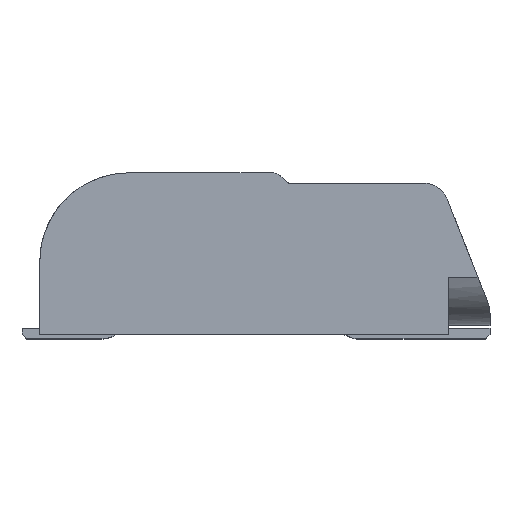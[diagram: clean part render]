
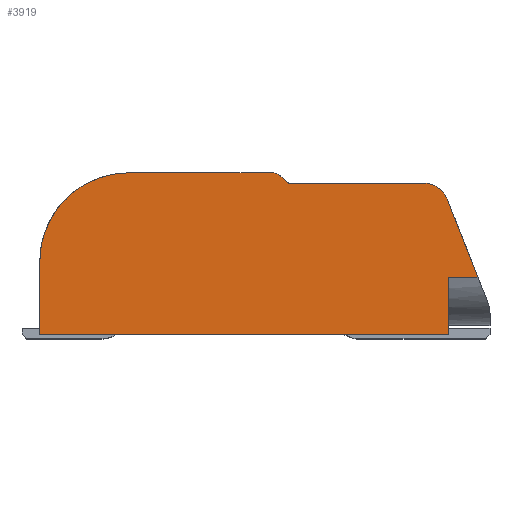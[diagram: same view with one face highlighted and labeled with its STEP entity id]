
A CAD part, top view. The second image highlights one B-rep face of the part: STEP entity #3919.
In plain terms, the highlighted planar face has unit normal (0, 0, 1).
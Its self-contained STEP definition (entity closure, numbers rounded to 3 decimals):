
#108 = DIRECTION ( 'NONE',  ( 0., 0., 1. ) ) ;
#137 = CARTESIAN_POINT ( 'NONE',  ( -15.2, 0., 11.7 ) ) ;
#279 = CARTESIAN_POINT ( 'NONE',  ( -15.2, 0., 11.7 ) ) ;
#406 = CARTESIAN_POINT ( 'NONE',  ( -2.234, 4.25, 11.7 ) ) ;
#510 = CARTESIAN_POINT ( 'NONE',  ( -0.405, 1.925, 11.7 ) ) ;
#631 = VECTOR ( 'NONE', #3023, 1000. ) ;
#686 = DIRECTION ( 'NONE',  ( 0., 1., 0. ) ) ;
#727 = EDGE_LOOP ( 'NONE', ( #5063, #4724, #1572, #1717, #1631, #1508, #4434, #5282, #5622, #3062, #4744 ) ) ;
#742 = EDGE_CURVE ( 'NONE', #4306, #3064, #3194, .T. ) ;
#806 = VERTEX_POINT ( 'NONE', #5533 ) ;
#881 = DIRECTION ( 'NONE',  ( 1., 0., 0. ) ) ;
#939 = DIRECTION ( 'NONE',  ( 1., 0., 0. ) ) ;
#950 = AXIS2_PLACEMENT_3D ( 'NONE', #2220, #5673, #4790 ) ;
#1024 = DIRECTION ( 'NONE',  ( 1., 0., 0. ) ) ;
#1032 = EDGE_CURVE ( 'NONE', #4173, #1623, #4161, .T. ) ;
#1060 = CARTESIAN_POINT ( 'NONE',  ( -8.604, 6.646, 11.7 ) ) ;
#1147 = EDGE_CURVE ( 'NONE', #2462, #3064, #2422, .T. ) ;
#1149 = CARTESIAN_POINT ( 'NONE',  ( -1.4, 1.925, 11.7 ) ) ;
#1212 = DIRECTION ( 'NONE',  ( -1., 0., 0. ) ) ;
#1250 = CARTESIAN_POINT ( 'NONE',  ( -1.4, 0., 11.7 ) ) ;
#1273 = AXIS2_PLACEMENT_3D ( 'NONE', #406, #3491, #3977 ) ;
#1314 = AXIS2_PLACEMENT_3D ( 'NONE', #5271, #4363, #881 ) ;
#1443 = CARTESIAN_POINT ( 'NONE',  ( -12.2, 2.45, 11.7 ) ) ;
#1508 = ORIENTED_EDGE ( 'NONE', *, *, #4218, .T. ) ;
#1572 = ORIENTED_EDGE ( 'NONE', *, *, #742, .F. ) ;
#1612 = CIRCLE ( 'NONE', #1273, 0.85 ) ;
#1623 = VERTEX_POINT ( 'NONE', #3054 ) ;
#1631 = ORIENTED_EDGE ( 'NONE', *, *, #2289, .F. ) ;
#1672 = DIRECTION ( 'NONE',  ( -1., 0., 0. ) ) ;
#1695 = PLANE ( 'NONE',  #1314 ) ;
#1717 = ORIENTED_EDGE ( 'NONE', *, *, #4943, .F. ) ;
#1745 = VERTEX_POINT ( 'NONE', #3632 ) ;
#1808 = CARTESIAN_POINT ( 'NONE',  ( -12.2, 5.45, 11.7 ) ) ;
#1862 = VECTOR ( 'NONE', #1672, 1000. ) ;
#1893 = LINE ( 'NONE', #1149, #4099 ) ;
#1983 = CARTESIAN_POINT ( 'NONE',  ( -1.4, 1.925, 11.7 ) ) ;
#2087 = CARTESIAN_POINT ( 'NONE',  ( -15.2, 2.45, 11.7 ) ) ;
#2220 = CARTESIAN_POINT ( 'NONE',  ( -7.356, 5.05, 11.7 ) ) ;
#2289 = EDGE_CURVE ( 'NONE', #806, #4449, #1893, .T. ) ;
#2422 = CIRCLE ( 'NONE', #4509, 3. ) ;
#2462 = VERTEX_POINT ( 'NONE', #1808 ) ;
#2643 = VECTOR ( 'NONE', #686, 1000. ) ;
#3023 = DIRECTION ( 'NONE',  ( -0.367, 0.93, 0. ) ) ;
#3036 = LINE ( 'NONE', #5056, #1862 ) ;
#3054 = CARTESIAN_POINT ( 'NONE',  ( -1.443, 4.562, 11.7 ) ) ;
#3062 = ORIENTED_EDGE ( 'NONE', *, *, #4260, .F. ) ;
#3064 = VERTEX_POINT ( 'NONE', #2087 ) ;
#3106 = CARTESIAN_POINT ( 'NONE',  ( -6.8, 5.1, 11.7 ) ) ;
#3194 = LINE ( 'NONE', #3273, #2643 ) ;
#3273 = CARTESIAN_POINT ( 'NONE',  ( -15.2, 0.3, 11.7 ) ) ;
#3357 = CARTESIAN_POINT ( 'NONE',  ( -2.234, 5.1, 11.7 ) ) ;
#3405 = EDGE_CURVE ( 'NONE', #1623, #4391, #1612, .T. ) ;
#3441 = EDGE_CURVE ( 'NONE', #2462, #1745, #4917, .T. ) ;
#3461 = LINE ( 'NONE', #1060, #4354 ) ;
#3491 = DIRECTION ( 'NONE',  ( 0., 0., 1. ) ) ;
#3632 = CARTESIAN_POINT ( 'NONE',  ( -7.356, 5.45, 11.7 ) ) ;
#3738 = DIRECTION ( 'NONE',  ( 0.759, -0.651, 0. ) ) ;
#3902 = VERTEX_POINT ( 'NONE', #5640 ) ;
#3919 = ADVANCED_FACE ( 'NONE', ( #5113 ), #1695, .T. ) ;
#3977 = DIRECTION ( 'NONE',  ( 1., 0., 0. ) ) ;
#4037 = VERTEX_POINT ( 'NONE', #3106 ) ;
#4083 = LINE ( 'NONE', #1983, #5516 ) ;
#4099 = VECTOR ( 'NONE', #4791, 1000. ) ;
#4161 = LINE ( 'NONE', #5246, #631 ) ;
#4173 = VERTEX_POINT ( 'NONE', #510 ) ;
#4218 = EDGE_CURVE ( 'NONE', #806, #4173, #4083, .T. ) ;
#4238 = VECTOR ( 'NONE', #939, 1000. ) ;
#4260 = EDGE_CURVE ( 'NONE', #3902, #4037, #3461, .T. ) ;
#4306 = VERTEX_POINT ( 'NONE', #137 ) ;
#4354 = VECTOR ( 'NONE', #3738, 1000. ) ;
#4363 = DIRECTION ( 'NONE',  ( 0., 0., 1. ) ) ;
#4391 = VERTEX_POINT ( 'NONE', #3357 ) ;
#4434 = ORIENTED_EDGE ( 'NONE', *, *, #1032, .T. ) ;
#4449 = VERTEX_POINT ( 'NONE', #1250 ) ;
#4474 = CIRCLE ( 'NONE', #950, 0.4 ) ;
#4477 = VECTOR ( 'NONE', #1212, 1000. ) ;
#4509 = AXIS2_PLACEMENT_3D ( 'NONE', #1443, #108, #4959 ) ;
#4724 = ORIENTED_EDGE ( 'NONE', *, *, #1147, .T. ) ;
#4744 = ORIENTED_EDGE ( 'NONE', *, *, #5581, .T. ) ;
#4790 = DIRECTION ( 'NONE',  ( 1., 0., 0. ) ) ;
#4791 = DIRECTION ( 'NONE',  ( 0., -1., 0. ) ) ;
#4894 = LINE ( 'NONE', #279, #4477 ) ;
#4917 = LINE ( 'NONE', #5346, #4238 ) ;
#4943 = EDGE_CURVE ( 'NONE', #4449, #4306, #4894, .T. ) ;
#4959 = DIRECTION ( 'NONE',  ( 1., 0., 0. ) ) ;
#5056 = CARTESIAN_POINT ( 'NONE',  ( -2.2, 5.1, 11.7 ) ) ;
#5063 = ORIENTED_EDGE ( 'NONE', *, *, #3441, .F. ) ;
#5113 = FACE_OUTER_BOUND ( 'NONE', #727, .T. ) ;
#5246 = CARTESIAN_POINT ( 'NONE',  ( -0.07, 1.074, 11.7 ) ) ;
#5271 = CARTESIAN_POINT ( 'NONE',  ( -12.2, 2.45, 11.7 ) ) ;
#5282 = ORIENTED_EDGE ( 'NONE', *, *, #3405, .T. ) ;
#5346 = CARTESIAN_POINT ( 'NONE',  ( -6.8, 5.45, 11.7 ) ) ;
#5404 = EDGE_CURVE ( 'NONE', #4391, #4037, #3036, .T. ) ;
#5516 = VECTOR ( 'NONE', #1024, 1000. ) ;
#5533 = CARTESIAN_POINT ( 'NONE',  ( -1.4, 1.925, 11.7 ) ) ;
#5581 = EDGE_CURVE ( 'NONE', #3902, #1745, #4474, .T. ) ;
#5622 = ORIENTED_EDGE ( 'NONE', *, *, #5404, .T. ) ;
#5640 = CARTESIAN_POINT ( 'NONE',  ( -7.096, 5.354, 11.7 ) ) ;
#5673 = DIRECTION ( 'NONE',  ( 0., 0., 1. ) ) ;
